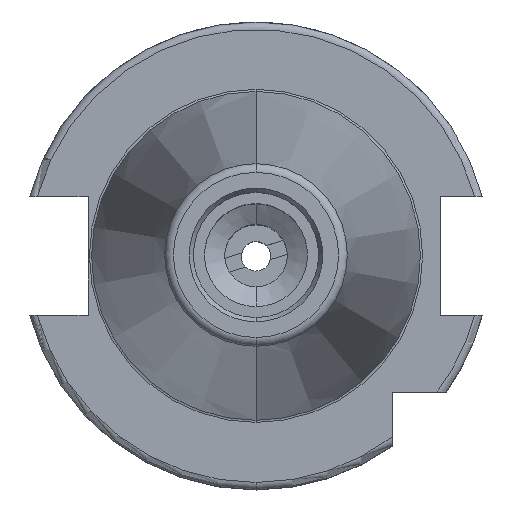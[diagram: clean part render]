
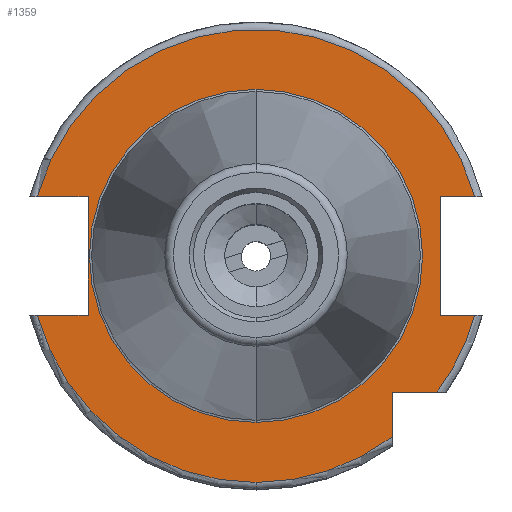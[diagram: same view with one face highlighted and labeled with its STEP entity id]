
A CAD part, top view. The second image highlights one B-rep face of the part: STEP entity #1359.
In plain terms, the highlighted planar face has unit normal (0, 0, 1).
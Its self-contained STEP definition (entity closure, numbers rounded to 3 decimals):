
#1145 = VERTEX_POINT ( 'NONE', #4340 ) ;
#1147 = EDGE_CURVE ( 'NONE', #1145, #1148, #4339, .T. ) ;
#1148 = VERTEX_POINT ( 'NONE', #4334 ) ;
#1254 = VERTEX_POINT ( 'NONE', #4592 ) ;
#1256 = EDGE_CURVE ( 'NONE', #1257, #1254, #4591, .T. ) ;
#1257 = VERTEX_POINT ( 'NONE', #4586 ) ;
#1332 = ORIENTED_EDGE ( 'NONE', *, *, #1333, .F. ) ;
#1333 = EDGE_CURVE ( 'NONE', #1148, #1145, #4746, .T. ) ;
#1334 = ORIENTED_EDGE ( 'NONE', *, *, #1147, .F. ) ;
#1335 = EDGE_LOOP ( 'NONE', ( #1336, #1339, #1340, #1343, #1404, #1407, #1410, #1413, #1416, #1391, #1394, #1397 ) ) ;
#1336 = ORIENTED_EDGE ( 'NONE', *, *, #1337, .F. ) ;
#1337 = EDGE_CURVE ( 'NONE', #1257, #1338, #4741, .T. ) ;
#1338 = VERTEX_POINT ( 'NONE', #4737 ) ;
#1339 = ORIENTED_EDGE ( 'NONE', *, *, #1256, .T. ) ;
#1340 = ORIENTED_EDGE ( 'NONE', *, *, #1341, .T. ) ;
#1341 = EDGE_CURVE ( 'NONE', #1254, #1342, #4736, .T. ) ;
#1342 = VERTEX_POINT ( 'NONE', #4731 ) ;
#1343 = ORIENTED_EDGE ( 'NONE', *, *, #1344, .F. ) ;
#1344 = EDGE_CURVE ( 'NONE', #1345, #1342, #4730, .T. ) ;
#1345 = VERTEX_POINT ( 'NONE', #4726 ) ;
#1359 = ADVANCED_FACE ( 'NONE', ( #4768, #4767 ), #4766, .F. ) ;
#1360 = EDGE_LOOP ( 'NONE', ( #1332, #1334 ) ) ;
#1391 = ORIENTED_EDGE ( 'NONE', *, *, #1392, .T. ) ;
#1392 = EDGE_CURVE ( 'NONE', #1418, #1393, #4870, .T. ) ;
#1393 = VERTEX_POINT ( 'NONE', #4881 ) ;
#1394 = ORIENTED_EDGE ( 'NONE', *, *, #1395, .F. ) ;
#1395 = EDGE_CURVE ( 'NONE', #1396, #1393, #4866, .T. ) ;
#1396 = VERTEX_POINT ( 'NONE', #4862 ) ;
#1397 = ORIENTED_EDGE ( 'NONE', *, *, #1398, .T. ) ;
#1398 = EDGE_CURVE ( 'NONE', #1396, #1338, #4861, .T. ) ;
#1404 = ORIENTED_EDGE ( 'NONE', *, *, #1405, .F. ) ;
#1405 = EDGE_CURVE ( 'NONE', #1406, #1345, #4911, .T. ) ;
#1406 = VERTEX_POINT ( 'NONE', #4907 ) ;
#1407 = ORIENTED_EDGE ( 'NONE', *, *, #1408, .T. ) ;
#1408 = EDGE_CURVE ( 'NONE', #1406, #1409, #4906, .T. ) ;
#1409 = VERTEX_POINT ( 'NONE', #4901 ) ;
#1410 = ORIENTED_EDGE ( 'NONE', *, *, #1411, .T. ) ;
#1411 = EDGE_CURVE ( 'NONE', #1409, #1412, #4900, .T. ) ;
#1412 = VERTEX_POINT ( 'NONE', #4896 ) ;
#1413 = ORIENTED_EDGE ( 'NONE', *, *, #1414, .F. ) ;
#1414 = EDGE_CURVE ( 'NONE', #1415, #1412, #4895, .T. ) ;
#1415 = VERTEX_POINT ( 'NONE', #4891 ) ;
#1416 = ORIENTED_EDGE ( 'NONE', *, *, #1417, .T. ) ;
#1417 = EDGE_CURVE ( 'NONE', #1415, #1418, #4890, .T. ) ;
#1418 = VERTEX_POINT ( 'NONE', #4886 ) ;
#4334 = CARTESIAN_POINT ( 'NONE',  ( 0., -22.625, 15.9 ) ) ;
#4335 = DIRECTION ( 'NONE',  ( 0., -1., 0. ) ) ;
#4336 = DIRECTION ( 'NONE',  ( 0., 0., 1. ) ) ;
#4337 = CARTESIAN_POINT ( 'NONE',  ( 0., 0., 15.9 ) ) ;
#4338 = AXIS2_PLACEMENT_3D ( 'NONE', #4337, #4336, #4335 ) ;
#4339 = CIRCLE ( 'NONE', #4338, 22.625 ) ;
#4340 = CARTESIAN_POINT ( 'NONE',  ( 0., 22.625, 15.9 ) ) ;
#4586 = CARTESIAN_POINT ( 'NONE',  ( -29.704, -8.05, 15.9 ) ) ;
#4587 = DIRECTION ( 'NONE',  ( 0., -1., 0. ) ) ;
#4588 = DIRECTION ( 'NONE',  ( 0., 0., 1. ) ) ;
#4589 = CARTESIAN_POINT ( 'NONE',  ( 0., 0., 15.9 ) ) ;
#4590 = AXIS2_PLACEMENT_3D ( 'NONE', #4589, #4588, #4587 ) ;
#4591 = CIRCLE ( 'NONE', #4590, 30.775 ) ;
#4592 = CARTESIAN_POINT ( 'NONE',  ( 0., -30.775, 15.9 ) ) ;
#4726 = CARTESIAN_POINT ( 'NONE',  ( 18.5, -18.5, 15.9 ) ) ;
#4727 = DIRECTION ( 'NONE',  ( 0., -1., 0. ) ) ;
#4728 = VECTOR ( 'NONE', #4727, 1000. ) ;
#4729 = CARTESIAN_POINT ( 'NONE',  ( 18.5, -18.5, 15.9 ) ) ;
#4730 = LINE ( 'NONE', #4729, #4728 ) ;
#4731 = CARTESIAN_POINT ( 'NONE',  ( 18.5, -24.594, 15.9 ) ) ;
#4732 = DIRECTION ( 'NONE',  ( 0., -1., 0. ) ) ;
#4733 = DIRECTION ( 'NONE',  ( 0., 0., 1. ) ) ;
#4734 = CARTESIAN_POINT ( 'NONE',  ( 0., 0., 15.9 ) ) ;
#4735 = AXIS2_PLACEMENT_3D ( 'NONE', #4734, #4733, #4732 ) ;
#4736 = CIRCLE ( 'NONE', #4735, 30.775 ) ;
#4737 = CARTESIAN_POINT ( 'NONE',  ( -22.8, -8.05, 15.9 ) ) ;
#4738 = DIRECTION ( 'NONE',  ( 1., 0., 0. ) ) ;
#4739 = VECTOR ( 'NONE', #4738, 1000. ) ;
#4740 = CARTESIAN_POINT ( 'NONE',  ( 0., -8.05, 15.9 ) ) ;
#4741 = LINE ( 'NONE', #4740, #4739 ) ;
#4742 = DIRECTION ( 'NONE',  ( 0., -1., 0. ) ) ;
#4743 = DIRECTION ( 'NONE',  ( 0., 0., 1. ) ) ;
#4744 = CARTESIAN_POINT ( 'NONE',  ( 0., 0., 15.9 ) ) ;
#4745 = AXIS2_PLACEMENT_3D ( 'NONE', #4744, #4743, #4742 ) ;
#4746 = CIRCLE ( 'NONE', #4745, 22.625 ) ;
#4761 = DIRECTION ( 'NONE',  ( 0., 1., 0. ) ) ;
#4762 = DIRECTION ( 'NONE',  ( 0., 0., -1. ) ) ;
#4764 = CARTESIAN_POINT ( 'NONE',  ( 0., 30.775, 15.9 ) ) ;
#4765 = AXIS2_PLACEMENT_3D ( 'NONE', #4764, #4762, #4761 ) ;
#4766 = PLANE ( 'NONE',  #4765 ) ;
#4767 = FACE_OUTER_BOUND ( 'NONE', #1335, .T. ) ;
#4768 = FACE_BOUND ( 'NONE', #1360, .T. ) ;
#4819 = CARTESIAN_POINT ( 'NONE',  ( 0., 0., 15.9 ) ) ;
#4858 = DIRECTION ( 'NONE',  ( 0., -1., 0. ) ) ;
#4859 = VECTOR ( 'NONE', #4858, 1000. ) ;
#4860 = CARTESIAN_POINT ( 'NONE',  ( -22.8, 30.775, 15.9 ) ) ;
#4861 = LINE ( 'NONE', #4860, #4859 ) ;
#4862 = CARTESIAN_POINT ( 'NONE',  ( -22.8, 8.05, 15.9 ) ) ;
#4863 = DIRECTION ( 'NONE',  ( -1., 0., 0. ) ) ;
#4864 = VECTOR ( 'NONE', #4863, 1000. ) ;
#4865 = CARTESIAN_POINT ( 'NONE',  ( 0., 8.05, 15.9 ) ) ;
#4866 = LINE ( 'NONE', #4865, #4864 ) ;
#4867 = DIRECTION ( 'NONE',  ( 0., -1., 0. ) ) ;
#4868 = DIRECTION ( 'NONE',  ( 0., 0., 1. ) ) ;
#4869 = AXIS2_PLACEMENT_3D ( 'NONE', #4819, #4868, #4867 ) ;
#4870 = CIRCLE ( 'NONE', #4869, 30.775 ) ;
#4881 = CARTESIAN_POINT ( 'NONE',  ( -29.704, 8.05, 15.9 ) ) ;
#4886 = CARTESIAN_POINT ( 'NONE',  ( 29.704, 8.05, 15.9 ) ) ;
#4887 = DIRECTION ( 'NONE',  ( 1., 0., 0. ) ) ;
#4888 = VECTOR ( 'NONE', #4887, 1000. ) ;
#4889 = CARTESIAN_POINT ( 'NONE',  ( 0., 8.05, 15.9 ) ) ;
#4890 = LINE ( 'NONE', #4889, #4888 ) ;
#4891 = CARTESIAN_POINT ( 'NONE',  ( 25., 8.05, 15.9 ) ) ;
#4892 = DIRECTION ( 'NONE',  ( 0., -1., 0. ) ) ;
#4893 = VECTOR ( 'NONE', #4892, 1000. ) ;
#4894 = CARTESIAN_POINT ( 'NONE',  ( 25., 30.775, 15.9 ) ) ;
#4895 = LINE ( 'NONE', #4894, #4893 ) ;
#4896 = CARTESIAN_POINT ( 'NONE',  ( 25., -8.05, 15.9 ) ) ;
#4897 = DIRECTION ( 'NONE',  ( -1., 0., 0. ) ) ;
#4898 = VECTOR ( 'NONE', #4897, 1000. ) ;
#4899 = CARTESIAN_POINT ( 'NONE',  ( 0., -8.05, 15.9 ) ) ;
#4900 = LINE ( 'NONE', #4899, #4898 ) ;
#4901 = CARTESIAN_POINT ( 'NONE',  ( 29.704, -8.05, 15.9 ) ) ;
#4902 = DIRECTION ( 'NONE',  ( 0., -1., 0. ) ) ;
#4903 = DIRECTION ( 'NONE',  ( 0., 0., 1. ) ) ;
#4904 = CARTESIAN_POINT ( 'NONE',  ( 0., 0., 15.9 ) ) ;
#4905 = AXIS2_PLACEMENT_3D ( 'NONE', #4904, #4903, #4902 ) ;
#4906 = CIRCLE ( 'NONE', #4905, 30.775 ) ;
#4907 = CARTESIAN_POINT ( 'NONE',  ( 24.594, -18.5, 15.9 ) ) ;
#4908 = DIRECTION ( 'NONE',  ( -1., 0., 0. ) ) ;
#4909 = VECTOR ( 'NONE', #4908, 1000. ) ;
#4910 = CARTESIAN_POINT ( 'NONE',  ( 25.834, -18.5, 15.9 ) ) ;
#4911 = LINE ( 'NONE', #4910, #4909 ) ;
